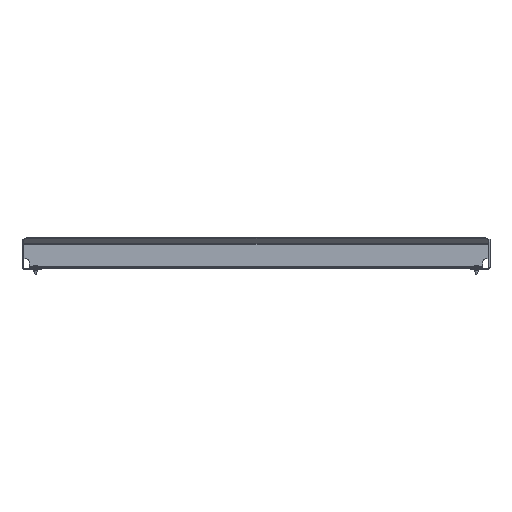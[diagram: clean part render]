
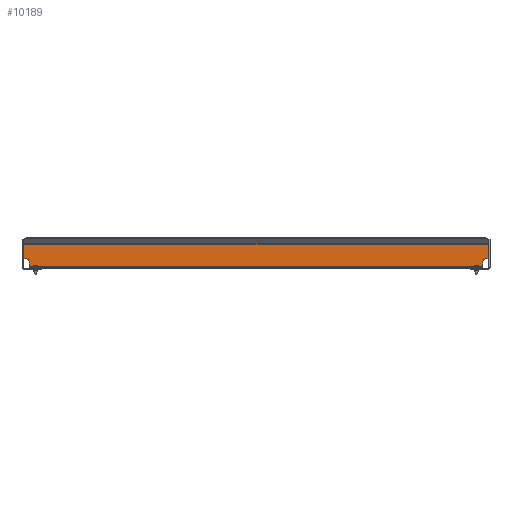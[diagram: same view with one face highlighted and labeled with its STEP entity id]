
A CAD part, front view. The second image highlights one B-rep face of the part: STEP entity #10189.
In plain terms, the highlighted face is planar.
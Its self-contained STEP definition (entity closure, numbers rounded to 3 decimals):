
#60 = ORIENTED_EDGE ( 'NONE', *, *, #8430, .T. ) ;
#272 = DIRECTION ( 'NONE',  ( 0., -1., 0. ) ) ;
#446 = ORIENTED_EDGE ( 'NONE', *, *, #6360, .T. ) ;
#472 = DIRECTION ( 'NONE',  ( 0., 0., 1. ) ) ;
#1009 = CARTESIAN_POINT ( 'NONE',  ( -266.25, 0., 10.8 ) ) ;
#1086 = PLANE ( 'NONE',  #2505 ) ;
#1159 = CARTESIAN_POINT ( 'NONE',  ( 269., 0., 10.8 ) ) ;
#1236 = ORIENTED_EDGE ( 'NONE', *, *, #10559, .T. ) ;
#1248 = ORIENTED_EDGE ( 'NONE', *, *, #5934, .T. ) ;
#1381 = DIRECTION ( 'NONE',  ( -1., 0., 0. ) ) ;
#1539 = LINE ( 'NONE', #8161, #5938 ) ;
#1690 = ORIENTED_EDGE ( 'NONE', *, *, #8261, .T. ) ;
#1928 = VECTOR ( 'NONE', #1381, 1000. ) ;
#1986 = EDGE_CURVE ( 'NONE', #6600, #6996, #6010, .T. ) ;
#2156 = CARTESIAN_POINT ( 'NONE',  ( -263., 0., 7.55 ) ) ;
#2336 = EDGE_LOOP ( 'NONE', ( #446, #9338, #1248, #6798, #6041, #10722, #60, #1690, #10636, #1236 ) ) ;
#2491 = VERTEX_POINT ( 'NONE', #6493 ) ;
#2495 = EDGE_CURVE ( 'NONE', #9197, #2491, #1539, .T. ) ;
#2505 = AXIS2_PLACEMENT_3D ( 'NONE', #2769, #6832, #6867 ) ;
#2541 = DIRECTION ( 'NONE',  ( 0., 0., 1. ) ) ;
#2645 = CARTESIAN_POINT ( 'NONE',  ( 263., 0., -0.001 ) ) ;
#2769 = CARTESIAN_POINT ( 'NONE',  ( 269., 0., 27.929 ) ) ;
#2895 = FACE_OUTER_BOUND ( 'NONE', #2336, .T. ) ;
#3024 = CARTESIAN_POINT ( 'NONE',  ( 263., 0., 10.8 ) ) ;
#3047 = CARTESIAN_POINT ( 'NONE',  ( 269., 0., 27.515 ) ) ;
#3261 = LINE ( 'NONE', #8389, #5209 ) ;
#3265 = CARTESIAN_POINT ( 'NONE',  ( -269., 0., 27.515 ) ) ;
#3415 = VERTEX_POINT ( 'NONE', #3047 ) ;
#3420 = DIRECTION ( 'NONE',  ( -1., 0., 0. ) ) ;
#3436 = CARTESIAN_POINT ( 'NONE',  ( 269., 0., 1.8 ) ) ;
#3440 = LINE ( 'NONE', #2645, #6299 ) ;
#3646 = CARTESIAN_POINT ( 'NONE',  ( -263., 0., 1.8 ) ) ;
#3709 = CARTESIAN_POINT ( 'NONE',  ( 266.25, 0., 10.8 ) ) ;
#3746 = EDGE_CURVE ( 'NONE', #3896, #7378, #3440, .T. ) ;
#3825 = EDGE_CURVE ( 'NONE', #3415, #9197, #6812, .T. ) ;
#3896 = VERTEX_POINT ( 'NONE', #9052 ) ;
#4407 = CARTESIAN_POINT ( 'NONE',  ( 269., 0., 27.929 ) ) ;
#4805 = AXIS2_PLACEMENT_3D ( 'NONE', #9499, #5387, #472 ) ;
#4854 = VERTEX_POINT ( 'NONE', #3646 ) ;
#5067 = CARTESIAN_POINT ( 'NONE',  ( 266.25, 0., 7.55 ) ) ;
#5209 = VECTOR ( 'NONE', #2541, 1000. ) ;
#5387 = DIRECTION ( 'NONE',  ( 0., -1., 0. ) ) ;
#5606 = VECTOR ( 'NONE', #3420, 1000. ) ;
#5653 = DIRECTION ( 'NONE',  ( 0., 0., -1. ) ) ;
#5934 = EDGE_CURVE ( 'NONE', #6996, #2491, #7811, .T. ) ;
#5938 = VECTOR ( 'NONE', #5653, 1000. ) ;
#6010 = CIRCLE ( 'NONE', #4805, 3.25 ) ;
#6041 = ORIENTED_EDGE ( 'NONE', *, *, #3825, .F. ) ;
#6061 = DIRECTION ( 'NONE',  ( 0., 0., 1. ) ) ;
#6299 = VECTOR ( 'NONE', #6061, 1000. ) ;
#6360 = EDGE_CURVE ( 'NONE', #4854, #6600, #3261, .T. ) ;
#6367 = CARTESIAN_POINT ( 'NONE',  ( 269., 0., 27.515 ) ) ;
#6486 = VERTEX_POINT ( 'NONE', #1159 ) ;
#6493 = CARTESIAN_POINT ( 'NONE',  ( -269., 0., 10.8 ) ) ;
#6600 = VERTEX_POINT ( 'NONE', #2156 ) ;
#6798 = ORIENTED_EDGE ( 'NONE', *, *, #2495, .F. ) ;
#6812 = LINE ( 'NONE', #6367, #7606 ) ;
#6832 = DIRECTION ( 'NONE',  ( 0., 1., 0. ) ) ;
#6867 = DIRECTION ( 'NONE',  ( 0., 0., 1. ) ) ;
#6980 = DIRECTION ( 'NONE',  ( 0., 0., 1. ) ) ;
#6985 = LINE ( 'NONE', #4407, #8813 ) ;
#6996 = VERTEX_POINT ( 'NONE', #1009 ) ;
#7347 = CARTESIAN_POINT ( 'NONE',  ( 263., 0., 7.55 ) ) ;
#7378 = VERTEX_POINT ( 'NONE', #7347 ) ;
#7410 = CIRCLE ( 'NONE', #10237, 3.25 ) ;
#7584 = DIRECTION ( 'NONE',  ( -1., 0., 0. ) ) ;
#7606 = VECTOR ( 'NONE', #9735, 1000. ) ;
#7706 = CARTESIAN_POINT ( 'NONE',  ( -263., 0., 10.8 ) ) ;
#7811 = LINE ( 'NONE', #7706, #5606 ) ;
#7926 = VERTEX_POINT ( 'NONE', #3709 ) ;
#8161 = CARTESIAN_POINT ( 'NONE',  ( -269., 0., 27.929 ) ) ;
#8261 = EDGE_CURVE ( 'NONE', #7926, #7378, #7410, .T. ) ;
#8337 = EDGE_CURVE ( 'NONE', #3415, #6486, #6985, .T. ) ;
#8389 = CARTESIAN_POINT ( 'NONE',  ( -263., 0., -0.001 ) ) ;
#8430 = EDGE_CURVE ( 'NONE', #6486, #7926, #9477, .T. ) ;
#8735 = VECTOR ( 'NONE', #7584, 1000. ) ;
#8813 = VECTOR ( 'NONE', #10243, 1000. ) ;
#9052 = CARTESIAN_POINT ( 'NONE',  ( 263., 0., 1.8 ) ) ;
#9197 = VERTEX_POINT ( 'NONE', #3265 ) ;
#9266 = LINE ( 'NONE', #3436, #8735 ) ;
#9338 = ORIENTED_EDGE ( 'NONE', *, *, #1986, .T. ) ;
#9477 = LINE ( 'NONE', #3024, #1928 ) ;
#9499 = CARTESIAN_POINT ( 'NONE',  ( -266.25, 0., 7.55 ) ) ;
#9735 = DIRECTION ( 'NONE',  ( -1., 0., 0. ) ) ;
#10189 = ADVANCED_FACE ( 'NONE', ( #2895 ), #1086, .T. ) ;
#10237 = AXIS2_PLACEMENT_3D ( 'NONE', #5067, #272, #6980 ) ;
#10243 = DIRECTION ( 'NONE',  ( 0., 0., -1. ) ) ;
#10559 = EDGE_CURVE ( 'NONE', #3896, #4854, #9266, .T. ) ;
#10636 = ORIENTED_EDGE ( 'NONE', *, *, #3746, .F. ) ;
#10722 = ORIENTED_EDGE ( 'NONE', *, *, #8337, .T. ) ;
